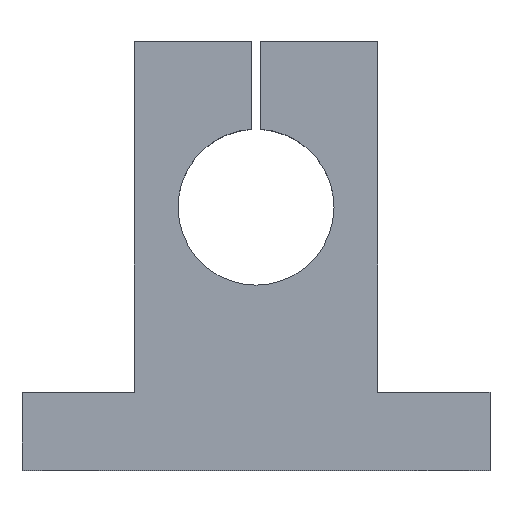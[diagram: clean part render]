
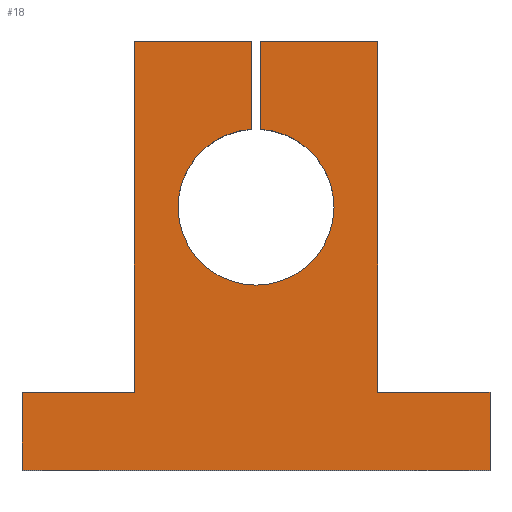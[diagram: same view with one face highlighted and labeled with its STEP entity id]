
A CAD part, top view. The second image highlights one B-rep face of the part: STEP entity #18.
In plain terms, the highlighted planar face has unit normal (0, 0, 1).
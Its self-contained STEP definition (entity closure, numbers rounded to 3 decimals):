
#2 = DIRECTION ( 'NONE',  ( 1., 0., 0. ) ) ;
#10 = CARTESIAN_POINT ( 'NONE',  ( -24., -27., 16. ) ) ;
#18 = ADVANCED_FACE ( 'NONE', ( #315 ), #781, .T. ) ;
#20 = AXIS2_PLACEMENT_3D ( 'NONE', #276, #587, #105 ) ;
#27 = DIRECTION ( 'NONE',  ( 0., 0., 1. ) ) ;
#41 = EDGE_CURVE ( 'NONE', #387, #428, #454, .T. ) ;
#67 = AXIS2_PLACEMENT_3D ( 'NONE', #972, #27, #98 ) ;
#83 = EDGE_CURVE ( 'NONE', #161, #107, #562, .T. ) ;
#85 = DIRECTION ( 'NONE',  ( 0., -1., 0. ) ) ;
#98 = DIRECTION ( 'NONE',  ( -0.06, 0.998, 0. ) ) ;
#102 = ORIENTED_EDGE ( 'NONE', *, *, #363, .F. ) ;
#103 = DIRECTION ( 'NONE',  ( 0., -1., 0. ) ) ;
#105 = DIRECTION ( 'NONE',  ( -0.06, 0.998, 0. ) ) ;
#107 = VERTEX_POINT ( 'NONE', #423 ) ;
#109 = CARTESIAN_POINT ( 'NONE',  ( -24., -19., 16. ) ) ;
#119 = VERTEX_POINT ( 'NONE', #730 ) ;
#124 = DIRECTION ( 'NONE',  ( 0., -1., 0. ) ) ;
#132 = LINE ( 'NONE', #414, #503 ) ;
#145 = EDGE_CURVE ( 'NONE', #921, #858, #335, .T. ) ;
#147 = CARTESIAN_POINT ( 'NONE',  ( -12.5, -19., 16. ) ) ;
#152 = CARTESIAN_POINT ( 'NONE',  ( 0., 0., 16. ) ) ;
#155 = CARTESIAN_POINT ( 'NONE',  ( 0.48, 17., 16. ) ) ;
#156 = VERTEX_POINT ( 'NONE', #804 ) ;
#161 = VERTEX_POINT ( 'NONE', #325 ) ;
#172 = DIRECTION ( 'NONE',  ( 0., 1., 0. ) ) ;
#194 = AXIS2_PLACEMENT_3D ( 'NONE', #931, #706, #2 ) ;
#223 = CIRCLE ( 'NONE', #317, 8. ) ;
#225 = VERTEX_POINT ( 'NONE', #584 ) ;
#226 = EDGE_CURVE ( 'NONE', #156, #225, #814, .T. ) ;
#248 = LINE ( 'NONE', #328, #715 ) ;
#255 = EDGE_CURVE ( 'NONE', #387, #119, #223, .T. ) ;
#276 = CARTESIAN_POINT ( 'NONE',  ( 0., 0., 16. ) ) ;
#277 = CARTESIAN_POINT ( 'NONE',  ( 12.5, 17., 16. ) ) ;
#282 = DIRECTION ( 'NONE',  ( -0.06, 0.998, 0. ) ) ;
#310 = ORIENTED_EDGE ( 'NONE', *, *, #145, .T. ) ;
#315 = FACE_OUTER_BOUND ( 'NONE', #539, .T. ) ;
#317 = AXIS2_PLACEMENT_3D ( 'NONE', #152, #666, #282 ) ;
#322 = CARTESIAN_POINT ( 'NONE',  ( 24., -19., 16. ) ) ;
#325 = CARTESIAN_POINT ( 'NONE',  ( 8., 0., 16. ) ) ;
#328 = CARTESIAN_POINT ( 'NONE',  ( -24., -27., 16. ) ) ;
#335 = LINE ( 'NONE', #109, #579 ) ;
#336 = CARTESIAN_POINT ( 'NONE',  ( 12.5, -19., 16. ) ) ;
#342 = VECTOR ( 'NONE', #85, 1000. ) ;
#352 = CARTESIAN_POINT ( 'NONE',  ( 24., -19., 16. ) ) ;
#358 = VECTOR ( 'NONE', #448, 1000. ) ;
#363 = EDGE_CURVE ( 'NONE', #119, #161, #896, .T. ) ;
#366 = CARTESIAN_POINT ( 'NONE',  ( 12.5, -19., 16. ) ) ;
#387 = VERTEX_POINT ( 'NONE', #712 ) ;
#390 = CARTESIAN_POINT ( 'NONE',  ( -0.48, 17., 16. ) ) ;
#392 = ORIENTED_EDGE ( 'NONE', *, *, #833, .T. ) ;
#396 = CARTESIAN_POINT ( 'NONE',  ( 0.48, 17., 16. ) ) ;
#402 = ORIENTED_EDGE ( 'NONE', *, *, #543, .T. ) ;
#411 = VERTEX_POINT ( 'NONE', #467 ) ;
#414 = CARTESIAN_POINT ( 'NONE',  ( 24., -27., 16. ) ) ;
#423 = CARTESIAN_POINT ( 'NONE',  ( 0.48, 7.986, 16. ) ) ;
#428 = VERTEX_POINT ( 'NONE', #390 ) ;
#429 = LINE ( 'NONE', #277, #470 ) ;
#448 = DIRECTION ( 'NONE',  ( -1., 0., 0. ) ) ;
#452 = DIRECTION ( 'NONE',  ( -1., 0., 0. ) ) ;
#454 = LINE ( 'NONE', #767, #545 ) ;
#459 = EDGE_CURVE ( 'NONE', #510, #544, #850, .T. ) ;
#466 = EDGE_CURVE ( 'NONE', #858, #531, #248, .T. ) ;
#467 = CARTESIAN_POINT ( 'NONE',  ( 12.5, 17., 16. ) ) ;
#470 = VECTOR ( 'NONE', #977, 1000. ) ;
#488 = VECTOR ( 'NONE', #851, 1000. ) ;
#499 = EDGE_CURVE ( 'NONE', #531, #510, #132, .T. ) ;
#503 = VECTOR ( 'NONE', #806, 1000. ) ;
#507 = ORIENTED_EDGE ( 'NONE', *, *, #83, .F. ) ;
#510 = VERTEX_POINT ( 'NONE', #352 ) ;
#531 = VERTEX_POINT ( 'NONE', #669 ) ;
#532 = LINE ( 'NONE', #147, #358 ) ;
#539 = EDGE_LOOP ( 'NONE', ( #591, #310, #890, #973, #796, #392, #402, #552, #507, #102, #625, #710, #738, #729 ) ) ;
#543 = EDGE_CURVE ( 'NONE', #411, #859, #429, .T. ) ;
#544 = VERTEX_POINT ( 'NONE', #336 ) ;
#545 = VECTOR ( 'NONE', #172, 1000. ) ;
#547 = LINE ( 'NONE', #155, #342 ) ;
#552 = ORIENTED_EDGE ( 'NONE', *, *, #871, .T. ) ;
#562 = CIRCLE ( 'NONE', #67, 8. ) ;
#579 = VECTOR ( 'NONE', #103, 1000. ) ;
#584 = CARTESIAN_POINT ( 'NONE',  ( -12.5, -19., 16. ) ) ;
#587 = DIRECTION ( 'NONE',  ( 0., 0., 1. ) ) ;
#591 = ORIENTED_EDGE ( 'NONE', *, *, #756, .T. ) ;
#625 = ORIENTED_EDGE ( 'NONE', *, *, #255, .F. ) ;
#666 = DIRECTION ( 'NONE',  ( 0., 0., 1. ) ) ;
#667 = VECTOR ( 'NONE', #938, 1000. ) ;
#669 = CARTESIAN_POINT ( 'NONE',  ( 24., -27., 16. ) ) ;
#706 = DIRECTION ( 'NONE',  ( 0., 0., 1. ) ) ;
#710 = ORIENTED_EDGE ( 'NONE', *, *, #41, .T. ) ;
#712 = CARTESIAN_POINT ( 'NONE',  ( -0.48, 7.986, 16. ) ) ;
#715 = VECTOR ( 'NONE', #783, 1000. ) ;
#729 = ORIENTED_EDGE ( 'NONE', *, *, #226, .T. ) ;
#730 = CARTESIAN_POINT ( 'NONE',  ( -8., 0., 16. ) ) ;
#738 = ORIENTED_EDGE ( 'NONE', *, *, #798, .T. ) ;
#754 = LINE ( 'NONE', #366, #488 ) ;
#756 = EDGE_CURVE ( 'NONE', #225, #921, #532, .T. ) ;
#759 = VECTOR ( 'NONE', #124, 1000. ) ;
#767 = CARTESIAN_POINT ( 'NONE',  ( -0.48, 7.986, 16. ) ) ;
#781 = PLANE ( 'NONE',  #194 ) ;
#783 = DIRECTION ( 'NONE',  ( 1., 0., 0. ) ) ;
#796 = ORIENTED_EDGE ( 'NONE', *, *, #459, .T. ) ;
#798 = EDGE_CURVE ( 'NONE', #428, #156, #842, .T. ) ;
#804 = CARTESIAN_POINT ( 'NONE',  ( -12.5, 17., 16. ) ) ;
#806 = DIRECTION ( 'NONE',  ( 0., 1., 0. ) ) ;
#814 = LINE ( 'NONE', #897, #759 ) ;
#833 = EDGE_CURVE ( 'NONE', #544, #411, #754, .T. ) ;
#842 = LINE ( 'NONE', #999, #947 ) ;
#850 = LINE ( 'NONE', #322, #667 ) ;
#851 = DIRECTION ( 'NONE',  ( 0., 1., 0. ) ) ;
#858 = VERTEX_POINT ( 'NONE', #10 ) ;
#859 = VERTEX_POINT ( 'NONE', #396 ) ;
#862 = CARTESIAN_POINT ( 'NONE',  ( -24., -19., 16. ) ) ;
#871 = EDGE_CURVE ( 'NONE', #859, #107, #547, .T. ) ;
#890 = ORIENTED_EDGE ( 'NONE', *, *, #466, .T. ) ;
#896 = CIRCLE ( 'NONE', #20, 8. ) ;
#897 = CARTESIAN_POINT ( 'NONE',  ( -12.5, 17., 16. ) ) ;
#921 = VERTEX_POINT ( 'NONE', #862 ) ;
#931 = CARTESIAN_POINT ( 'NONE',  ( 0., 0., 16. ) ) ;
#938 = DIRECTION ( 'NONE',  ( -1., 0., 0. ) ) ;
#947 = VECTOR ( 'NONE', #452, 1000. ) ;
#972 = CARTESIAN_POINT ( 'NONE',  ( 0., 0., 16. ) ) ;
#973 = ORIENTED_EDGE ( 'NONE', *, *, #499, .T. ) ;
#977 = DIRECTION ( 'NONE',  ( -1., 0., 0. ) ) ;
#999 = CARTESIAN_POINT ( 'NONE',  ( -0.48, 17., 16. ) ) ;
